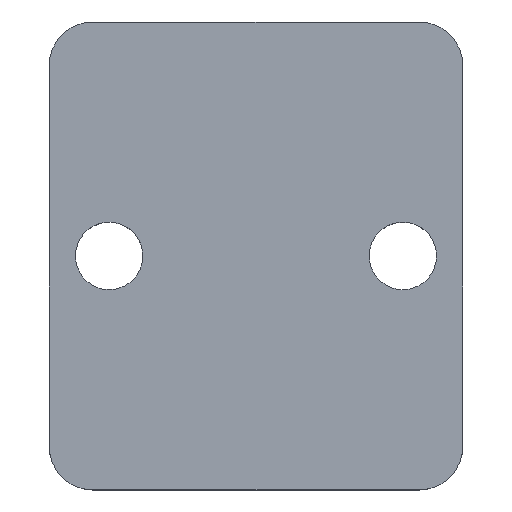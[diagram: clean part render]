
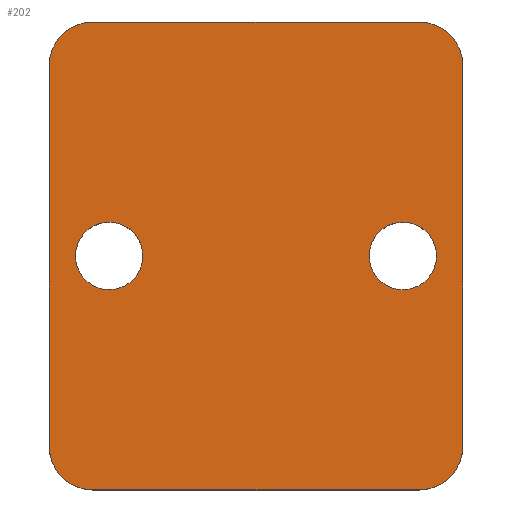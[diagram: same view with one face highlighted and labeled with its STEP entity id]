
A CAD part, top view. The second image highlights one B-rep face of the part: STEP entity #202.
In plain terms, the highlighted planar face has unit normal (0, 0, 1).
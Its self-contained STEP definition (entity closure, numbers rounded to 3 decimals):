
#61=CARTESIAN_POINT('Vertex',(-33.721,-1.486,-3.)) ;
#66=CARTESIAN_POINT('Axis2P3D Location',(-31.,0.,-3.)) ;
#70=CARTESIAN_POINT('Vertex',(-28.279,1.486,-3.)) ;
#92=CARTESIAN_POINT('Axis2P3D Location',(-31.,0.,-3.)) ;
#109=CARTESIAN_POINT('Axis2P3D Location',(0.,0.,-3.)) ;
#114=CARTESIAN_POINT('Axis2P3D Location',(-32.5,17.5,-3.)) ;
#118=CARTESIAN_POINT('Vertex',(-32.5,21.5,-3.)) ;
#120=CARTESIAN_POINT('Vertex',(-36.5,17.5,-3.)) ;
#123=CARTESIAN_POINT('Line Origine',(-36.5,0.,-3.)) ;
#127=CARTESIAN_POINT('Vertex',(-36.5,-17.5,-3.)) ;
#130=CARTESIAN_POINT('Axis2P3D Location',(-32.5,-17.5,-3.)) ;
#134=CARTESIAN_POINT('Vertex',(-32.5,-21.5,-3.)) ;
#137=CARTESIAN_POINT('Line Origine',(-17.5,-21.5,-3.)) ;
#141=CARTESIAN_POINT('Vertex',(-2.5,-21.5,-3.)) ;
#144=CARTESIAN_POINT('Axis2P3D Location',(-2.5,-17.5,-3.)) ;
#148=CARTESIAN_POINT('Vertex',(1.5,-17.5,-3.)) ;
#151=CARTESIAN_POINT('Line Origine',(1.5,0.,-3.)) ;
#155=CARTESIAN_POINT('Vertex',(1.5,17.5,-3.)) ;
#158=CARTESIAN_POINT('Axis2P3D Location',(-2.5,17.5,-3.)) ;
#162=CARTESIAN_POINT('Vertex',(-2.5,21.5,-3.)) ;
#165=CARTESIAN_POINT('Line Origine',(-17.5,21.5,-3.)) ;
#184=CARTESIAN_POINT('Axis2P3D Location',(-4.,0.,-3.)) ;
#188=CARTESIAN_POINT('Vertex',(-1.279,1.486,-3.)) ;
#190=CARTESIAN_POINT('Vertex',(-6.721,-1.486,-3.)) ;
#193=CARTESIAN_POINT('Axis2P3D Location',(-4.,0.,-3.)) ;
#67=DIRECTION('Axis2P3D Direction',(0.,0.,1.)) ;
#93=DIRECTION('Axis2P3D Direction',(0.,0.,1.)) ;
#110=DIRECTION('Axis2P3D Direction',(0.,0.,1.)) ;
#111=DIRECTION('Axis2P3D XDirection',(-1.,0.,0.)) ;
#115=DIRECTION('Axis2P3D Direction',(0.,0.,1.)) ;
#124=DIRECTION('Vector Direction',(0.,1.,0.)) ;
#131=DIRECTION('Axis2P3D Direction',(0.,0.,1.)) ;
#138=DIRECTION('Vector Direction',(1.,0.,0.)) ;
#145=DIRECTION('Axis2P3D Direction',(0.,0.,1.)) ;
#152=DIRECTION('Vector Direction',(0.,1.,0.)) ;
#159=DIRECTION('Axis2P3D Direction',(0.,0.,1.)) ;
#166=DIRECTION('Vector Direction',(-1.,0.,0.)) ;
#185=DIRECTION('Axis2P3D Direction',(0.,0.,1.)) ;
#194=DIRECTION('Axis2P3D Direction',(0.,0.,1.)) ;
#68=AXIS2_PLACEMENT_3D('Circle Axis2P3D',#66,#67,$) ;
#94=AXIS2_PLACEMENT_3D('Circle Axis2P3D',#92,#93,$) ;
#112=AXIS2_PLACEMENT_3D('Plane Axis2P3D',#109,#110,#111) ;
#116=AXIS2_PLACEMENT_3D('Circle Axis2P3D',#114,#115,$) ;
#132=AXIS2_PLACEMENT_3D('Circle Axis2P3D',#130,#131,$) ;
#146=AXIS2_PLACEMENT_3D('Circle Axis2P3D',#144,#145,$) ;
#160=AXIS2_PLACEMENT_3D('Circle Axis2P3D',#158,#159,$) ;
#186=AXIS2_PLACEMENT_3D('Circle Axis2P3D',#184,#185,$) ;
#195=AXIS2_PLACEMENT_3D('Circle Axis2P3D',#193,#194,$) ;
#171=ORIENTED_EDGE('',*,*,#122,.T.) ;
#172=ORIENTED_EDGE('',*,*,#129,.T.) ;
#173=ORIENTED_EDGE('',*,*,#136,.T.) ;
#174=ORIENTED_EDGE('',*,*,#143,.T.) ;
#175=ORIENTED_EDGE('',*,*,#150,.T.) ;
#176=ORIENTED_EDGE('',*,*,#157,.T.) ;
#177=ORIENTED_EDGE('',*,*,#164,.T.) ;
#178=ORIENTED_EDGE('',*,*,#169,.T.) ;
#181=ORIENTED_EDGE('',*,*,#96,.F.) ;
#182=ORIENTED_EDGE('',*,*,#72,.F.) ;
#199=ORIENTED_EDGE('',*,*,#192,.F.) ;
#200=ORIENTED_EDGE('',*,*,#197,.F.) ;
#183=FACE_BOUND('',#180,.T.) ;
#201=FACE_BOUND('',#198,.T.) ;
#125=VECTOR('Line Direction',#124,1.) ;
#139=VECTOR('Line Direction',#138,1.) ;
#153=VECTOR('Line Direction',#152,1.) ;
#167=VECTOR('Line Direction',#166,1.) ;
#202=ADVANCED_FACE('',(#179,#183,#201),#113,.T.) ;
#69=CIRCLE('generated circle',#68,3.1) ;
#95=CIRCLE('generated circle',#94,3.1) ;
#117=CIRCLE('generated circle',#116,4.) ;
#133=CIRCLE('generated circle',#132,4.) ;
#147=CIRCLE('generated circle',#146,4.) ;
#161=CIRCLE('generated circle',#160,4.) ;
#187=CIRCLE('generated circle',#186,3.1) ;
#196=CIRCLE('generated circle',#195,3.1) ;
#72=EDGE_CURVE('',#62,#71,#69,.T.) ;
#96=EDGE_CURVE('',#71,#62,#95,.T.) ;
#122=EDGE_CURVE('',#119,#121,#117,.T.) ;
#129=EDGE_CURVE('',#121,#128,#126,.F.) ;
#136=EDGE_CURVE('',#128,#135,#133,.T.) ;
#143=EDGE_CURVE('',#135,#142,#140,.T.) ;
#150=EDGE_CURVE('',#142,#149,#147,.T.) ;
#157=EDGE_CURVE('',#149,#156,#154,.T.) ;
#164=EDGE_CURVE('',#156,#163,#161,.T.) ;
#169=EDGE_CURVE('',#163,#119,#168,.T.) ;
#192=EDGE_CURVE('',#189,#191,#187,.T.) ;
#197=EDGE_CURVE('',#191,#189,#196,.T.) ;
#170=EDGE_LOOP('',(#171,#172,#173,#174,#175,#176,#177,#178)) ;
#180=EDGE_LOOP('',(#181,#182)) ;
#198=EDGE_LOOP('',(#199,#200)) ;
#179=FACE_OUTER_BOUND('',#170,.T.) ;
#126=LINE('Line',#123,#125) ;
#140=LINE('Line',#137,#139) ;
#154=LINE('Line',#151,#153) ;
#168=LINE('Line',#165,#167) ;
#113=PLANE('Plane',#112) ;
#62=VERTEX_POINT('',#61) ;
#71=VERTEX_POINT('',#70) ;
#119=VERTEX_POINT('',#118) ;
#121=VERTEX_POINT('',#120) ;
#128=VERTEX_POINT('',#127) ;
#135=VERTEX_POINT('',#134) ;
#142=VERTEX_POINT('',#141) ;
#149=VERTEX_POINT('',#148) ;
#156=VERTEX_POINT('',#155) ;
#163=VERTEX_POINT('',#162) ;
#189=VERTEX_POINT('',#188) ;
#191=VERTEX_POINT('',#190) ;
